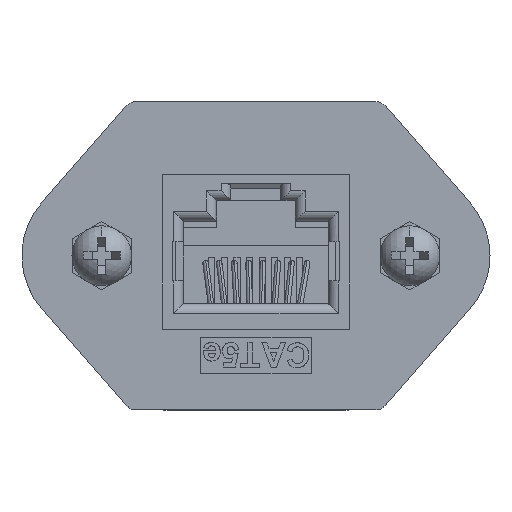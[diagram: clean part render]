
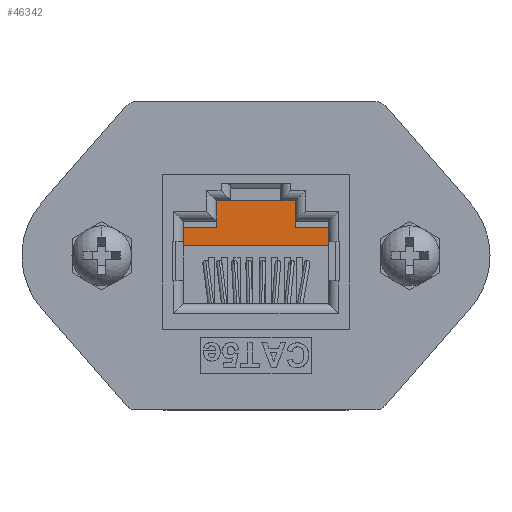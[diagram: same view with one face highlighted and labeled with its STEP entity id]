
A CAD part, top view. The second image highlights one B-rep face of the part: STEP entity #46342.
In plain terms, the highlighted planar face has unit normal (0, 0, 1).
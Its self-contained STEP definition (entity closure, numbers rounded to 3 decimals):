
#20890 = CARTESIAN_POINT ( 'NONE',  ( 5.89, 2.01, -11. ) ) ;
#20954 = CARTESIAN_POINT ( 'NONE',  ( 5.89, 0.85, -11. ) ) ;
#20974 = DIRECTION ( 'NONE',  ( 0., 1., 0. ) ) ;
#20975 = VECTOR ( 'NONE', #20974, 1000. ) ;
#20976 = CARTESIAN_POINT ( 'NONE',  ( 5.89, 0.51, -11. ) ) ;
#20983 = LINE ( 'NONE', #20976, #20975 ) ;
#21458 = CARTESIAN_POINT ( 'NONE',  ( -5.89, 0.85, -11. ) ) ;
#21564 = LINE ( 'NONE', #21594, #21651 ) ;
#21568 = DIRECTION ( 'NONE',  ( 0., -1., 0. ) ) ;
#21569 = VECTOR ( 'NONE', #21568, 1000. ) ;
#21570 = CARTESIAN_POINT ( 'NONE',  ( -5.89, 2.01, -11. ) ) ;
#21571 = CARTESIAN_POINT ( 'NONE',  ( -5.89, 2.01, -11. ) ) ;
#21578 = LINE ( 'NONE', #21570, #21569 ) ;
#21593 = DIRECTION ( 'NONE',  ( 0., -1., 0. ) ) ;
#21594 = CARTESIAN_POINT ( 'NONE',  ( -3.195, 4.16, -11. ) ) ;
#21609 = CARTESIAN_POINT ( 'NONE',  ( -3.195, 2.01, -11. ) ) ;
#21650 = CARTESIAN_POINT ( 'NONE',  ( 3.195, 4.16, -11. ) ) ;
#21651 = VECTOR ( 'NONE', #21593, 1000. ) ;
#21725 = CARTESIAN_POINT ( 'NONE',  ( -3.195, 4.16, -11. ) ) ;
#21807 = LINE ( 'NONE', #21864, #21863 ) ;
#21814 = CARTESIAN_POINT ( 'NONE',  ( 3.195, 2.01, -11. ) ) ;
#21862 = DIRECTION ( 'NONE',  ( 0., 1., 0. ) ) ;
#21863 = VECTOR ( 'NONE', #21862, 1000. ) ;
#21864 = CARTESIAN_POINT ( 'NONE',  ( 3.195, 2.01, -11. ) ) ;
#22069 = VECTOR ( 'NONE', #22107, 1000. ) ;
#22104 = CARTESIAN_POINT ( 'NONE',  ( -3.195, 4.16, -11. ) ) ;
#22105 = LINE ( 'NONE', #22104, #22069 ) ;
#22107 = DIRECTION ( 'NONE',  ( -1., 0., 0. ) ) ;
#24479 = CARTESIAN_POINT ( 'NONE',  ( 5.89, 0.51, -11. ) ) ;
#24580 = DIRECTION ( 'NONE',  ( 0., 1., 0. ) ) ;
#24581 = CARTESIAN_POINT ( 'NONE',  ( 5.89, 0.51, -11. ) ) ;
#24584 = LINE ( 'NONE', #24581, #24642 ) ;
#24642 = VECTOR ( 'NONE', #24580, 1000. ) ;
#24674 = CARTESIAN_POINT ( 'NONE',  ( -5.89, 0.51, -11. ) ) ;
#24711 = LINE ( 'NONE', #24768, #24765 ) ;
#24765 = VECTOR ( 'NONE', #24767, 1000. ) ;
#24767 = DIRECTION ( 'NONE',  ( 0., -1., 0. ) ) ;
#24768 = CARTESIAN_POINT ( 'NONE',  ( -5.89, 0.85, -11. ) ) ;
#44056 = VERTEX_POINT ( 'NONE', #20890 ) ;
#44086 = VERTEX_POINT ( 'NONE', #20954 ) ;
#44107 = EDGE_CURVE ( 'NONE', #44086, #44056, #20983, .T. ) ;
#44392 = VERTEX_POINT ( 'NONE', #21458 ) ;
#44458 = EDGE_CURVE ( 'NONE', #44468, #44392, #21578, .T. ) ;
#44468 = VERTEX_POINT ( 'NONE', #21571 ) ;
#44484 = VERTEX_POINT ( 'NONE', #21609 ) ;
#44496 = EDGE_CURVE ( 'NONE', #44557, #44484, #21564, .T. ) ;
#44501 = VERTEX_POINT ( 'NONE', #21650 ) ;
#44557 = VERTEX_POINT ( 'NONE', #21725 ) ;
#44620 = EDGE_CURVE ( 'NONE', #44623, #44501, #21807, .T. ) ;
#44623 = VERTEX_POINT ( 'NONE', #21814 ) ;
#44779 = EDGE_CURVE ( 'NONE', #44501, #44557, #22105, .T. ) ;
#45408 = VERTEX_POINT ( 'NONE', #24479 ) ;
#45487 = EDGE_CURVE ( 'NONE', #45408, #44086, #24584, .T. ) ;
#45514 = VERTEX_POINT ( 'NONE', #24674 ) ;
#45557 = EDGE_CURVE ( 'NONE', #44392, #45514, #24711, .T. ) ;
#46248 = ORIENTED_EDGE ( 'NONE', *, *, #44458, .T. ) ;
#46281 = EDGE_CURVE ( 'NONE', #44056, #44623, #53744, .T. ) ;
#46291 = EDGE_LOOP ( 'NONE', ( #46248, #46340, #46378, #46382, #46389, #46391, #46385, #46402, #46383, #46439 ) ) ;
#46332 = EDGE_CURVE ( 'NONE', #45514, #45408, #54158, .T. ) ;
#46340 = ORIENTED_EDGE ( 'NONE', *, *, #45557, .T. ) ;
#46342 = ADVANCED_FACE ( 'NONE', ( #54130 ), #54138, .T. ) ;
#46352 = EDGE_CURVE ( 'NONE', #44484, #44468, #54188, .T. ) ;
#46378 = ORIENTED_EDGE ( 'NONE', *, *, #46332, .T. ) ;
#46382 = ORIENTED_EDGE ( 'NONE', *, *, #45487, .T. ) ;
#46383 = ORIENTED_EDGE ( 'NONE', *, *, #44496, .T. ) ;
#46385 = ORIENTED_EDGE ( 'NONE', *, *, #44620, .T. ) ;
#46389 = ORIENTED_EDGE ( 'NONE', *, *, #44107, .T. ) ;
#46391 = ORIENTED_EDGE ( 'NONE', *, *, #46281, .T. ) ;
#46402 = ORIENTED_EDGE ( 'NONE', *, *, #44779, .T. ) ;
#46439 = ORIENTED_EDGE ( 'NONE', *, *, #46352, .T. ) ;
#53740 = DIRECTION ( 'NONE',  ( -1., 0., 0. ) ) ;
#53741 = VECTOR ( 'NONE', #53740, 1000. ) ;
#53743 = CARTESIAN_POINT ( 'NONE',  ( 5.89, 2.01, -11. ) ) ;
#53744 = LINE ( 'NONE', #53743, #53741 ) ;
#54085 = DIRECTION ( 'NONE',  ( 0., 0., 1. ) ) ;
#54086 = CARTESIAN_POINT ( 'NONE',  ( -5.89, 0.51, -11. ) ) ;
#54091 = CARTESIAN_POINT ( 'NONE',  ( -5.89, 0.51, -11. ) ) ;
#54128 = AXIS2_PLACEMENT_3D ( 'NONE', #54086, #54085, #54191 ) ;
#54130 = FACE_OUTER_BOUND ( 'NONE', #46291, .T. ) ;
#54138 = PLANE ( 'NONE',  #54128 ) ;
#54147 = DIRECTION ( 'NONE',  ( 1., 0., 0. ) ) ;
#54148 = VECTOR ( 'NONE', #54147, 1000. ) ;
#54158 = LINE ( 'NONE', #54091, #54148 ) ;
#54172 = DIRECTION ( 'NONE',  ( -1., 0., 0. ) ) ;
#54173 = VECTOR ( 'NONE', #54172, 1000. ) ;
#54174 = CARTESIAN_POINT ( 'NONE',  ( -3.195, 2.01, -11. ) ) ;
#54188 = LINE ( 'NONE', #54174, #54173 ) ;
#54191 = DIRECTION ( 'NONE',  ( 1., 0., 0. ) ) ;
